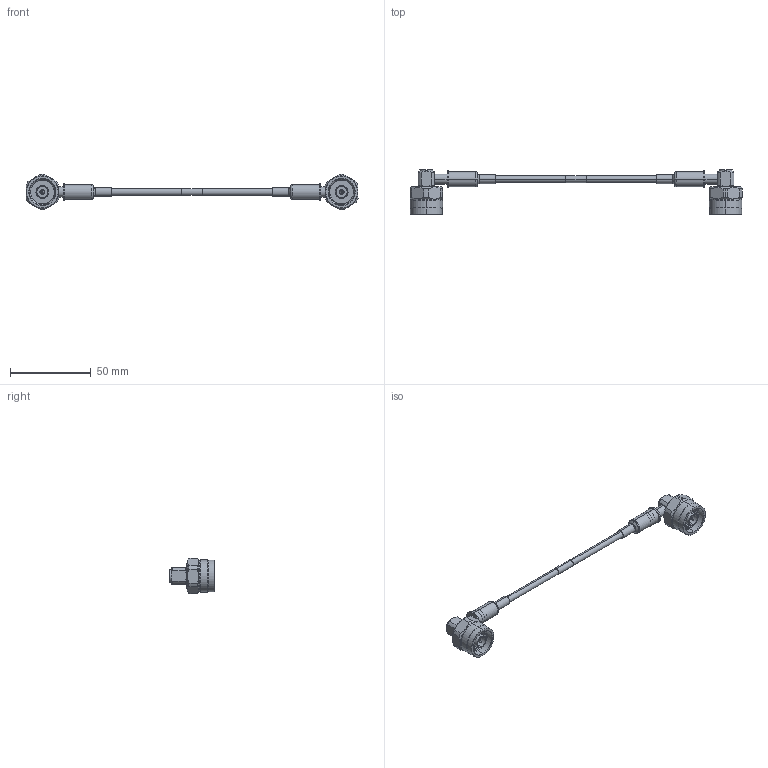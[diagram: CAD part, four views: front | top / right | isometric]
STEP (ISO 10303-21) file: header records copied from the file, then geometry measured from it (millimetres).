
FILE_DESCRIPTION (( 'STEP AP214' ), '1' );
FILE_NAME ('FMCA2318_3D.STEP', '2021-04-16T18:07:32', ( '' ), ( '' ), 'SwSTEP 2.0', 'SolidWorks 2020', '' );
FILE_SCHEMA (( 'AUTOMOTIVE_DESIGN' ));
Length unit declared in the file: inch
Products named in the file (4): FMCA2318_3D; CA-195R-MA1_.345" OD AT FERRULE; TC-402-NM-RA-LP-PE; TFT-402_WITH LABEL
Assembly tree (5 placements, depth 2):
  FMCA2318_3D
    TFT-402_WITH LABEL
    TC-402-NM-RA-LP-PE  x2
    CA-195R-MA1_.345" OD AT FERRULE  x2
Bounding box: 205.48 x 27.83 x 21.9 mm (x, y, z)
Volume: 12718.7 mm3; surface area: 13630.4 mm2
Topology: 5 solids, 5 shells, 318 faces, 730 edges, 458 vertices
Faces by surface type: cylinder 138, plane 80, cone 80, torus 16, bspline 4
Entity records: 6156 total; most frequent: CARTESIAN_POINT 2165, DIRECTION 853, ORIENTED_EDGE 748, EDGE_CURVE 374, AXIS2_PLACEMENT_3D 359, VERTEX_POINT 235, CIRCLE 189, EDGE_LOOP 187
